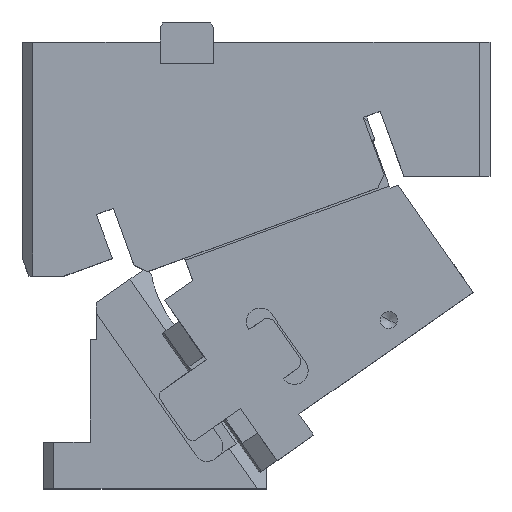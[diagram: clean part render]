
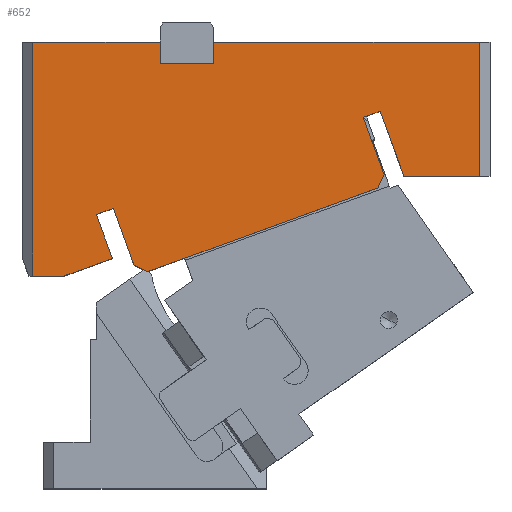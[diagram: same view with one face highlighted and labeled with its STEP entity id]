
A CAD part, top view. The second image highlights one B-rep face of the part: STEP entity #652.
In plain terms, the highlighted planar face has unit normal (0, 0, 1).
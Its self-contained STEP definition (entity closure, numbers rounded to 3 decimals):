
#145=CARTESIAN_POINT('Vertex',(3.406,87.532,30.)) ;
#148=CARTESIAN_POINT('Line Origine',(-0.353,86.164,30.)) ;
#152=CARTESIAN_POINT('Vertex',(-4.112,84.796,30.)) ;
#155=CARTESIAN_POINT('Line Origine',(-4.347,84.71,30.)) ;
#159=CARTESIAN_POINT('Vertex',(-4.581,84.625,30.)) ;
#180=CARTESIAN_POINT('Vertex',(-122.043,41.872,30.)) ;
#183=CARTESIAN_POINT('Line Origine',(-122.278,41.787,30.)) ;
#187=CARTESIAN_POINT('Vertex',(-122.513,41.701,30.)) ;
#190=CARTESIAN_POINT('Line Origine',(-126.272,40.333,30.)) ;
#194=CARTESIAN_POINT('Vertex',(-130.03,38.965,30.)) ;
#478=CARTESIAN_POINT('Line Origine',(-126.268,28.628,30.)) ;
#482=CARTESIAN_POINT('Vertex',(-122.506,18.292,30.)) ;
#516=CARTESIAN_POINT('Axis2P3D Location',(55.,120.,30.)) ;
#521=CARTESIAN_POINT('Line Origine',(-117.161,28.46,30.)) ;
#525=CARTESIAN_POINT('Vertex',(-112.279,15.047,30.)) ;
#528=CARTESIAN_POINT('Line Origine',(-109.075,13.553,30.)) ;
#532=CARTESIAN_POINT('Vertex',(-105.871,12.058,30.)) ;
#535=CARTESIAN_POINT('Line Origine',(-51.839,31.725,30.)) ;
#539=CARTESIAN_POINT('Vertex',(2.194,51.391,30.)) ;
#542=CARTESIAN_POINT('Line Origine',(3.688,54.595,30.)) ;
#546=CARTESIAN_POINT('Vertex',(5.182,57.799,30.)) ;
#549=CARTESIAN_POINT('Line Origine',(0.3,71.212,30.)) ;
#554=CARTESIAN_POINT('Line Origine',(8.962,72.266,30.)) ;
#558=CARTESIAN_POINT('Vertex',(14.519,57.,30.)) ;
#561=CARTESIAN_POINT('Line Origine',(32.259,57.,30.)) ;
#565=CARTESIAN_POINT('Vertex',(50.,57.,30.)) ;
#568=CARTESIAN_POINT('Line Origine',(50.,88.5,30.)) ;
#572=CARTESIAN_POINT('Vertex',(50.,120.,30.)) ;
#575=CARTESIAN_POINT('Line Origine',(-12.5,120.,30.)) ;
#579=CARTESIAN_POINT('Vertex',(-75.,120.,30.)) ;
#582=CARTESIAN_POINT('Line Origine',(-75.,115.,30.)) ;
#586=CARTESIAN_POINT('Vertex',(-75.,110.,30.)) ;
#589=CARTESIAN_POINT('Line Origine',(-87.5,110.,30.)) ;
#593=CARTESIAN_POINT('Vertex',(-100.,110.,30.)) ;
#596=CARTESIAN_POINT('Line Origine',(-100.,115.,30.)) ;
#600=CARTESIAN_POINT('Vertex',(-100.,120.,30.)) ;
#603=CARTESIAN_POINT('Line Origine',(-130.,120.,30.)) ;
#607=CARTESIAN_POINT('Vertex',(-160.,120.,30.)) ;
#610=CARTESIAN_POINT('Line Origine',(-160.,65.,30.)) ;
#614=CARTESIAN_POINT('Vertex',(-160.,10.,30.)) ;
#617=CARTESIAN_POINT('Line Origine',(-152.644,10.,30.)) ;
#621=CARTESIAN_POINT('Vertex',(-145.288,10.,30.)) ;
#624=CARTESIAN_POINT('Line Origine',(-133.897,14.146,30.)) ;
#149=DIRECTION('Vector Direction',(0.94,0.342,0.)) ;
#156=DIRECTION('Vector Direction',(0.94,0.342,0.)) ;
#184=DIRECTION('Vector Direction',(0.94,0.342,0.)) ;
#191=DIRECTION('Vector Direction',(-0.94,-0.342,0.)) ;
#479=DIRECTION('Vector Direction',(-0.342,0.94,0.)) ;
#517=DIRECTION('Axis2P3D Direction',(0.,0.,1.)) ;
#518=DIRECTION('Axis2P3D XDirection',(1.,0.,0.)) ;
#522=DIRECTION('Vector Direction',(-0.342,0.94,0.)) ;
#529=DIRECTION('Vector Direction',(0.906,-0.423,0.)) ;
#536=DIRECTION('Vector Direction',(0.94,0.342,0.)) ;
#543=DIRECTION('Vector Direction',(0.423,0.906,0.)) ;
#550=DIRECTION('Vector Direction',(-0.342,0.94,0.)) ;
#555=DIRECTION('Vector Direction',(0.342,-0.94,0.)) ;
#562=DIRECTION('Vector Direction',(1.,0.,0.)) ;
#569=DIRECTION('Vector Direction',(0.,1.,0.)) ;
#576=DIRECTION('Vector Direction',(-1.,0.,0.)) ;
#583=DIRECTION('Vector Direction',(0.,1.,0.)) ;
#590=DIRECTION('Vector Direction',(1.,0.,0.)) ;
#597=DIRECTION('Vector Direction',(0.,1.,0.)) ;
#604=DIRECTION('Vector Direction',(-1.,0.,0.)) ;
#611=DIRECTION('Vector Direction',(0.,-1.,0.)) ;
#618=DIRECTION('Vector Direction',(1.,0.,0.)) ;
#625=DIRECTION('Vector Direction',(0.94,0.342,0.)) ;
#519=AXIS2_PLACEMENT_3D('Plane Axis2P3D',#516,#517,#518) ;
#630=ORIENTED_EDGE('',*,*,#527,.F.) ;
#631=ORIENTED_EDGE('',*,*,#534,.T.) ;
#632=ORIENTED_EDGE('',*,*,#541,.T.) ;
#633=ORIENTED_EDGE('',*,*,#548,.T.) ;
#634=ORIENTED_EDGE('',*,*,#553,.T.) ;
#635=ORIENTED_EDGE('',*,*,#161,.T.) ;
#636=ORIENTED_EDGE('',*,*,#154,.T.) ;
#637=ORIENTED_EDGE('',*,*,#560,.T.) ;
#638=ORIENTED_EDGE('',*,*,#567,.T.) ;
#639=ORIENTED_EDGE('',*,*,#574,.T.) ;
#640=ORIENTED_EDGE('',*,*,#581,.T.) ;
#641=ORIENTED_EDGE('',*,*,#588,.F.) ;
#642=ORIENTED_EDGE('',*,*,#595,.F.) ;
#643=ORIENTED_EDGE('',*,*,#602,.T.) ;
#644=ORIENTED_EDGE('',*,*,#609,.T.) ;
#645=ORIENTED_EDGE('',*,*,#616,.T.) ;
#646=ORIENTED_EDGE('',*,*,#623,.F.) ;
#647=ORIENTED_EDGE('',*,*,#628,.T.) ;
#648=ORIENTED_EDGE('',*,*,#484,.T.) ;
#649=ORIENTED_EDGE('',*,*,#196,.F.) ;
#650=ORIENTED_EDGE('',*,*,#189,.T.) ;
#150=VECTOR('Line Direction',#149,1.) ;
#157=VECTOR('Line Direction',#156,1.) ;
#185=VECTOR('Line Direction',#184,1.) ;
#192=VECTOR('Line Direction',#191,1.) ;
#480=VECTOR('Line Direction',#479,1.) ;
#523=VECTOR('Line Direction',#522,1.) ;
#530=VECTOR('Line Direction',#529,1.) ;
#537=VECTOR('Line Direction',#536,1.) ;
#544=VECTOR('Line Direction',#543,1.) ;
#551=VECTOR('Line Direction',#550,1.) ;
#556=VECTOR('Line Direction',#555,1.) ;
#563=VECTOR('Line Direction',#562,1.) ;
#570=VECTOR('Line Direction',#569,1.) ;
#577=VECTOR('Line Direction',#576,1.) ;
#584=VECTOR('Line Direction',#583,1.) ;
#591=VECTOR('Line Direction',#590,1.) ;
#598=VECTOR('Line Direction',#597,1.) ;
#605=VECTOR('Line Direction',#604,1.) ;
#612=VECTOR('Line Direction',#611,1.) ;
#619=VECTOR('Line Direction',#618,1.) ;
#626=VECTOR('Line Direction',#625,1.) ;
#652=ADVANCED_FACE('CAM HOLDER',(#651),#520,.T.) ;
#154=EDGE_CURVE('',#153,#146,#151,.T.) ;
#161=EDGE_CURVE('',#160,#153,#158,.T.) ;
#189=EDGE_CURVE('',#188,#181,#186,.T.) ;
#196=EDGE_CURVE('',#188,#195,#193,.T.) ;
#484=EDGE_CURVE('',#483,#195,#481,.T.) ;
#527=EDGE_CURVE('',#526,#181,#524,.T.) ;
#534=EDGE_CURVE('',#526,#533,#531,.T.) ;
#541=EDGE_CURVE('',#533,#540,#538,.T.) ;
#548=EDGE_CURVE('',#540,#547,#545,.T.) ;
#553=EDGE_CURVE('',#547,#160,#552,.T.) ;
#560=EDGE_CURVE('',#146,#559,#557,.T.) ;
#567=EDGE_CURVE('',#559,#566,#564,.T.) ;
#574=EDGE_CURVE('',#566,#573,#571,.T.) ;
#581=EDGE_CURVE('',#573,#580,#578,.T.) ;
#588=EDGE_CURVE('',#587,#580,#585,.T.) ;
#595=EDGE_CURVE('',#594,#587,#592,.T.) ;
#602=EDGE_CURVE('',#594,#601,#599,.T.) ;
#609=EDGE_CURVE('',#601,#608,#606,.T.) ;
#616=EDGE_CURVE('',#608,#615,#613,.T.) ;
#623=EDGE_CURVE('',#622,#615,#620,.F.) ;
#628=EDGE_CURVE('',#622,#483,#627,.T.) ;
#629=EDGE_LOOP('',(#630,#631,#632,#633,#634,#635,#636,#637,#638,#639,#640,#641,#642,#643,#644,#645,#646,#647,#648,#649,#650)) ;
#651=FACE_OUTER_BOUND('',#629,.T.) ;
#151=LINE('Line',#148,#150) ;
#158=LINE('Line',#155,#157) ;
#186=LINE('Line',#183,#185) ;
#193=LINE('Line',#190,#192) ;
#481=LINE('Line',#478,#480) ;
#524=LINE('Line',#521,#523) ;
#531=LINE('Line',#528,#530) ;
#538=LINE('Line',#535,#537) ;
#545=LINE('Line',#542,#544) ;
#552=LINE('Line',#549,#551) ;
#557=LINE('Line',#554,#556) ;
#564=LINE('Line',#561,#563) ;
#571=LINE('Line',#568,#570) ;
#578=LINE('Line',#575,#577) ;
#585=LINE('Line',#582,#584) ;
#592=LINE('Line',#589,#591) ;
#599=LINE('Line',#596,#598) ;
#606=LINE('Line',#603,#605) ;
#613=LINE('Line',#610,#612) ;
#620=LINE('Line',#617,#619) ;
#627=LINE('Line',#624,#626) ;
#520=PLANE('Plane',#519) ;
#146=VERTEX_POINT('',#145) ;
#153=VERTEX_POINT('',#152) ;
#160=VERTEX_POINT('',#159) ;
#181=VERTEX_POINT('',#180) ;
#188=VERTEX_POINT('',#187) ;
#195=VERTEX_POINT('',#194) ;
#483=VERTEX_POINT('',#482) ;
#526=VERTEX_POINT('',#525) ;
#533=VERTEX_POINT('',#532) ;
#540=VERTEX_POINT('',#539) ;
#547=VERTEX_POINT('',#546) ;
#559=VERTEX_POINT('',#558) ;
#566=VERTEX_POINT('',#565) ;
#573=VERTEX_POINT('',#572) ;
#580=VERTEX_POINT('',#579) ;
#587=VERTEX_POINT('',#586) ;
#594=VERTEX_POINT('',#593) ;
#601=VERTEX_POINT('',#600) ;
#608=VERTEX_POINT('',#607) ;
#615=VERTEX_POINT('',#614) ;
#622=VERTEX_POINT('',#621) ;
